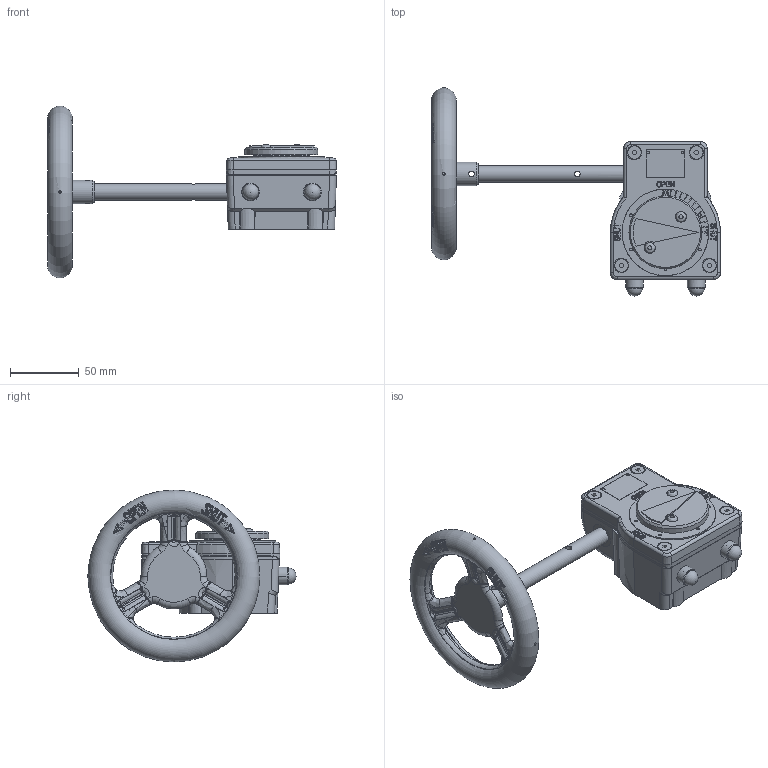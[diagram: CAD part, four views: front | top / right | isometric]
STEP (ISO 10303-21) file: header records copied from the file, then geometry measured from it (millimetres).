
FILE_DESCRIPTION(/* description */ (''),/* implementation_level */ '2;1');
FILE_NAME(/* name */ '2394b125-200_stp_1_232-06.step',/* time_stamp */ '2025-10-23T15:49:13+02:00',/* author */ (''),/* organization */ (''),/* preprocessor_version */ 'ST-DEVELOPER v20.1',/* originating_system */ 'Autodesk Translation Framework v14.17.0.0',/* authorisation */ '');
FILE_SCHEMA (('AUTOMOTIVE_DESIGN { 1 0 10303 214 3 1 1 }'));
Products named in the file (2): 1; PS125-12 Bush
Assembly tree (1 placements, depth 2):
  1
    PS125-12 Bush
Bounding box: 210 x 151.29 x 124.98 mm (x, y, z)
Volume: 229163.4 mm3; surface area: 133701.4 mm2
Topology: 2 solids, 16 shells, 2284 faces, 5947 edges, 3732 vertices
Faces by surface type: plane 899, cylinder 511, bspline 417, torus 214, cone 198, sphere 45
Full cylindrical faces by diameter (mm): 2 x4, 3.3 x2, 4 x4, 4.1 x4, 4.2 x4, 4.5 x2, 4.917 x4, 5 x4, 6 x4, 6.5 x4, 6.647 x4, 7.6 x2, 8 x1, 9.78 x4, 10 x1, 10.5 x4, 12 x4, 13 x2, 14 x2, 16 x1, 17 x1, 18 x2, 39.4 x2, 41.25 x2, 42.25 x2, 46 x1, 53 x1, 63 x1, 107 x1
Entity records: 162719 total; most frequent: CARTESIAN_POINT 106886, ORIENTED_EDGE 11784, DIRECTION 10675, EDGE_CURVE 5892, AXIS2_PLACEMENT_3D 4144, VERTEX_POINT 3732, EDGE_LOOP 2430, LINE 2387
